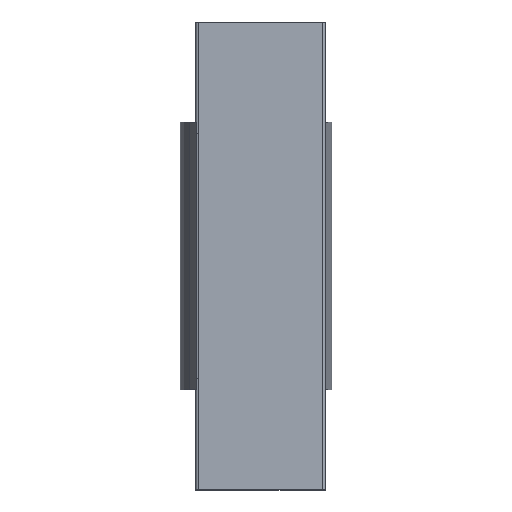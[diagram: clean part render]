
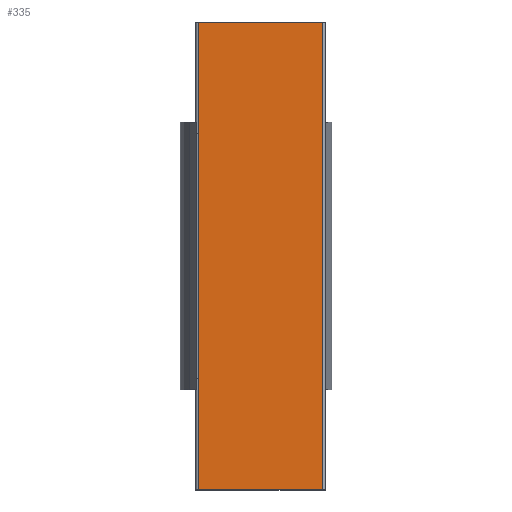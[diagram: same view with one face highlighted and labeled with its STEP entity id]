
A CAD part, top view. The second image highlights one B-rep face of the part: STEP entity #335.
In plain terms, the highlighted planar face has unit normal (0, 0, 1).
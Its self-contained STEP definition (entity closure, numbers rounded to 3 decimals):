
#301=AXIS2_PLACEMENT_3D('Plane Axis2P3D',#298,#299,#300) ;
#56=CARTESIAN_POINT('Vertex',(0.8,0.,6.)) ;
#59=CARTESIAN_POINT('Line Origine',(0.8,2.5,6.)) ;
#63=CARTESIAN_POINT('Vertex',(0.8,5.,6.)) ;
#276=CARTESIAN_POINT('Vertex',(6.4,0.,6.)) ;
#283=CARTESIAN_POINT('Vertex',(6.4,21.,6.)) ;
#286=CARTESIAN_POINT('Line Origine',(6.4,2.5,6.)) ;
#298=CARTESIAN_POINT('Axis2P3D Location',(0.8,4.5,6.)) ;
#303=CARTESIAN_POINT('Line Origine',(0.8,10.5,6.)) ;
#307=CARTESIAN_POINT('Vertex',(0.8,16.,6.)) ;
#310=CARTESIAN_POINT('Line Origine',(3.6,0.,6.)) ;
#315=CARTESIAN_POINT('Line Origine',(3.6,21.,6.)) ;
#319=CARTESIAN_POINT('Vertex',(0.8,21.,6.)) ;
#322=CARTESIAN_POINT('Line Origine',(0.8,18.5,6.)) ;
#60=DIRECTION('Vector Direction',(0.,-1.,0.)) ;
#287=DIRECTION('Vector Direction',(0.,-1.,0.)) ;
#299=DIRECTION('Axis2P3D Direction',(0.,0.,-1.)) ;
#300=DIRECTION('Axis2P3D XDirection',(1.,0.,0.)) ;
#304=DIRECTION('Vector Direction',(0.,-1.,0.)) ;
#311=DIRECTION('Vector Direction',(1.,0.,0.)) ;
#316=DIRECTION('Vector Direction',(1.,0.,0.)) ;
#323=DIRECTION('Vector Direction',(0.,-1.,0.)) ;
#61=VECTOR('Line Direction',#60,1.) ;
#288=VECTOR('Line Direction',#287,1.) ;
#305=VECTOR('Line Direction',#304,1.) ;
#312=VECTOR('Line Direction',#311,1.) ;
#317=VECTOR('Line Direction',#316,1.) ;
#324=VECTOR('Line Direction',#323,1.) ;
#328=ORIENTED_EDGE('',*,*,#309,.F.) ;
#329=ORIENTED_EDGE('',*,*,#65,.T.) ;
#330=ORIENTED_EDGE('',*,*,#314,.T.) ;
#331=ORIENTED_EDGE('',*,*,#290,.F.) ;
#332=ORIENTED_EDGE('',*,*,#321,.F.) ;
#333=ORIENTED_EDGE('',*,*,#326,.T.) ;
#335=ADVANCED_FACE('S3D gedreht',(#334),#302,.F.) ;
#65=EDGE_CURVE('',#64,#57,#62,.T.) ;
#290=EDGE_CURVE('',#284,#277,#289,.T.) ;
#309=EDGE_CURVE('',#64,#308,#306,.F.) ;
#314=EDGE_CURVE('',#57,#277,#313,.T.) ;
#321=EDGE_CURVE('',#320,#284,#318,.T.) ;
#326=EDGE_CURVE('',#320,#308,#325,.T.) ;
#327=EDGE_LOOP('',(#328,#329,#330,#331,#332,#333)) ;
#334=FACE_OUTER_BOUND('',#327,.T.) ;
#62=LINE('Line',#59,#61) ;
#289=LINE('Line',#286,#288) ;
#306=LINE('Line',#303,#305) ;
#313=LINE('Line',#310,#312) ;
#318=LINE('Line',#315,#317) ;
#325=LINE('Line',#322,#324) ;
#302=PLANE('',#301) ;
#57=VERTEX_POINT('',#56) ;
#64=VERTEX_POINT('',#63) ;
#277=VERTEX_POINT('',#276) ;
#284=VERTEX_POINT('',#283) ;
#308=VERTEX_POINT('',#307) ;
#320=VERTEX_POINT('',#319) ;
